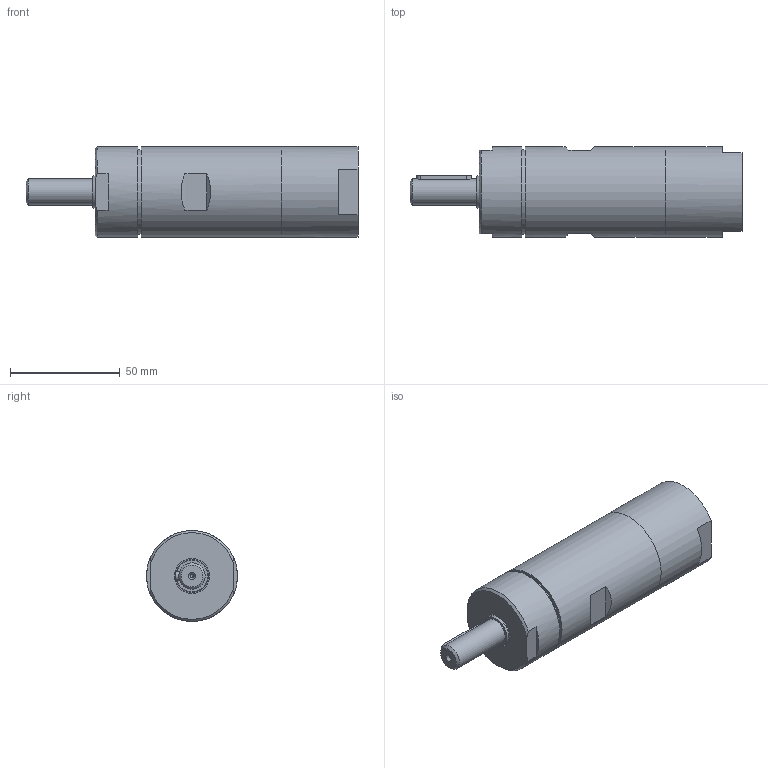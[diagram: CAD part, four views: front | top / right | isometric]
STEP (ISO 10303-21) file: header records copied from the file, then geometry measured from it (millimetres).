
FILE_DESCRIPTION((''),'2;1');
FILE_NAME('MRD 38-2600_29920815.stp','2009-04-16T09:45:25',('rmorof'),(''),'Autodesk Inventor 2008','Autodesk Inventor 2008','');
FILE_SCHEMA(('CONFIG_CONTROL_DESIGN'));
Length unit declared in the file: millimetre
Products named in the file (1): MRD 38-2600_29920815
Bounding box: 151.5 x 41.5 x 41.5 mm (x, y, z)
Volume: 160802.8 mm3; surface area: 21255.5 mm2
Topology: 1 solids, 1 shells, 48 faces, 108 edges, 71 vertices
Faces by surface type: plane 23, bspline 12, cylinder 9, cone 4
Full cylindrical faces by diameter (mm): 12 x1, 14.95 x1, 16 x1, 38.514 x1, 41.5 x3
Entity records: 1458 total; most frequent: CARTESIAN_POINT 444, DIRECTION 188, ORIENTED_EDGE 160, EDGE_CURVE 80, AXIS2_PLACEMENT_3D 78, EDGE_LOOP 75, VERTEX_POINT 61, FACE_OUTER_BOUND 48
